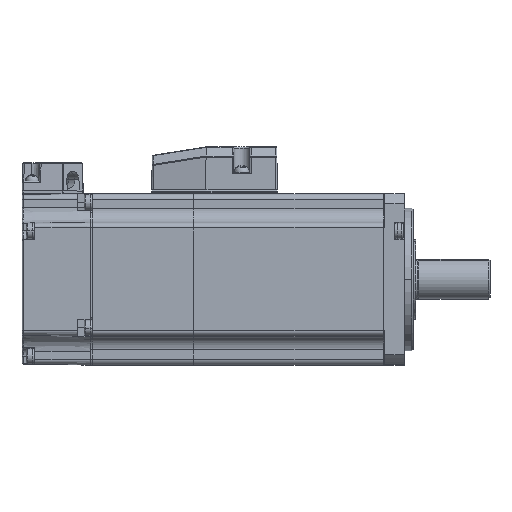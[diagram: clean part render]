
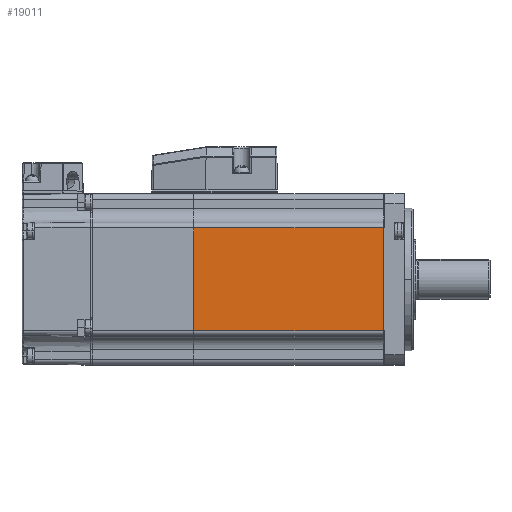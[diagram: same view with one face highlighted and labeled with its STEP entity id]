
A CAD part, top view. The second image highlights one B-rep face of the part: STEP entity #19011.
In plain terms, the highlighted planar face has unit normal (0, 0, 1).
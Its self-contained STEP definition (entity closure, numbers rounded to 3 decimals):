
#398 = EDGE_CURVE ( 'NONE', #23944, #14445, #9913, .T. ) ;
#2750 = ORIENTED_EDGE ( 'NONE', *, *, #17041, .F. ) ;
#4584 = EDGE_CURVE ( 'NONE', #18896, #22406, #12906, .T. ) ;
#5981 = VECTOR ( 'NONE', #11894, 1000. ) ;
#7296 = CARTESIAN_POINT ( 'NONE',  ( 14.993, -2.489, 101.4 ) ) ;
#7336 = ORIENTED_EDGE ( 'NONE', *, *, #398, .F. ) ;
#7659 = EDGE_LOOP ( 'NONE', ( #17505, #2750, #7336, #15452 ) ) ;
#8673 = DIRECTION ( 'NONE',  ( -1., 0., 0. ) ) ;
#8979 = VECTOR ( 'NONE', #19140, 1000. ) ;
#9306 = VECTOR ( 'NONE', #19107, 1000. ) ;
#9913 = LINE ( 'NONE', #18955, #9306 ) ;
#11086 = DIRECTION ( 'NONE',  ( 0., -1., 0. ) ) ;
#11152 = CARTESIAN_POINT ( 'NONE',  ( -51.407, -2.489, 101.4 ) ) ;
#11383 = AXIS2_PLACEMENT_3D ( 'NONE', #12581, #20497, #8673 ) ;
#11447 = CARTESIAN_POINT ( 'NONE',  ( 14.993, -2.489, 101.4 ) ) ;
#11818 = CARTESIAN_POINT ( 'NONE',  ( 14.993, -38.489, 101.4 ) ) ;
#11894 = DIRECTION ( 'NONE',  ( -1., 0., 0. ) ) ;
#12581 = CARTESIAN_POINT ( 'NONE',  ( 14.993, -2.489, 101.4 ) ) ;
#12906 = LINE ( 'NONE', #11152, #22727 ) ;
#13268 = CARTESIAN_POINT ( 'NONE',  ( 14.993, -38.489, 101.4 ) ) ;
#14061 = CARTESIAN_POINT ( 'NONE',  ( -51.407, -2.489, 101.4 ) ) ;
#14445 = VERTEX_POINT ( 'NONE', #13268 ) ;
#15452 = ORIENTED_EDGE ( 'NONE', *, *, #24626, .T. ) ;
#15959 = CARTESIAN_POINT ( 'NONE',  ( -51.407, -38.489, 101.4 ) ) ;
#16505 = LINE ( 'NONE', #11818, #5981 ) ;
#16562 = PLANE ( 'NONE',  #11383 ) ;
#17032 = FACE_OUTER_BOUND ( 'NONE', #7659, .T. ) ;
#17041 = EDGE_CURVE ( 'NONE', #14445, #22406, #16505, .T. ) ;
#17505 = ORIENTED_EDGE ( 'NONE', *, *, #4584, .T. ) ;
#18896 = VERTEX_POINT ( 'NONE', #14061 ) ;
#18955 = CARTESIAN_POINT ( 'NONE',  ( 14.993, -2.489, 101.4 ) ) ;
#19011 = ADVANCED_FACE ( 'NONE', ( #17032 ), #16562, .F. ) ;
#19107 = DIRECTION ( 'NONE',  ( 0., -1., 0. ) ) ;
#19140 = DIRECTION ( 'NONE',  ( -1., 0., 0. ) ) ;
#19492 = LINE ( 'NONE', #7296, #8979 ) ;
#20497 = DIRECTION ( 'NONE',  ( 0., 0., -1. ) ) ;
#22406 = VERTEX_POINT ( 'NONE', #15959 ) ;
#22727 = VECTOR ( 'NONE', #11086, 1000. ) ;
#23944 = VERTEX_POINT ( 'NONE', #11447 ) ;
#24626 = EDGE_CURVE ( 'NONE', #23944, #18896, #19492, .T. ) ;
